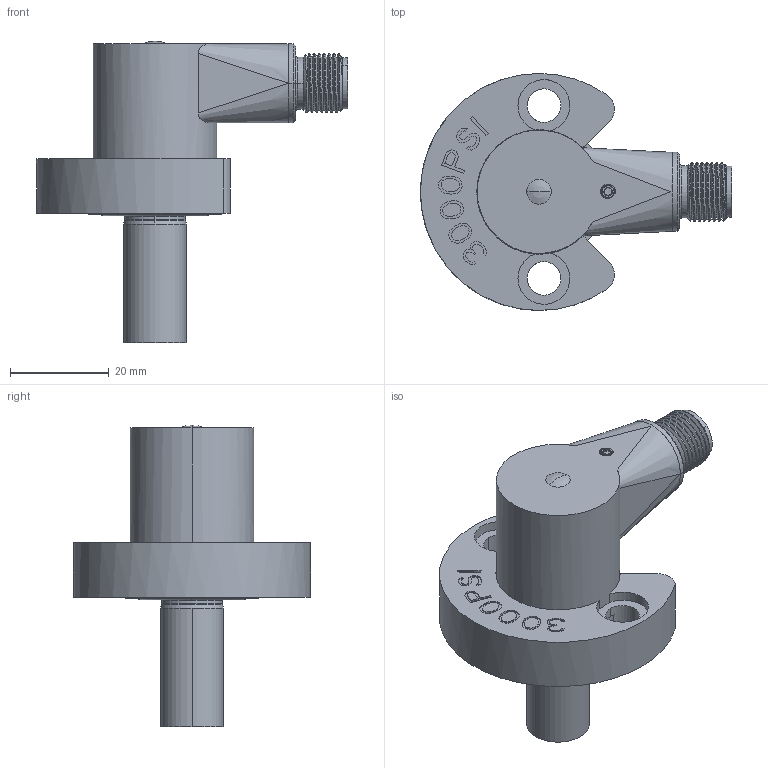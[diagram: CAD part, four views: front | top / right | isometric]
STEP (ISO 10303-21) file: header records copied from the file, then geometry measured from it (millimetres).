
FILE_DESCRIPTION((''),'2;1');
FILE_NAME('NJ2_D_1025_V1','2015-02-27T',('dburns'),(''),'PRO/ENGINEER BY PARAMETRIC TECHNOLOGY CORPORATION, 2014430','PRO/ENGINEER BY PARAMETRIC TECHNOLOGY CORPORATION, 2014430','');
FILE_SCHEMA(('CONFIG_CONTROL_DESIGN'));
Length unit declared in the file: millimetre
Products named in the file (1): NJ2_D_1025_V1
Bounding box: 63 x 48 x 61.03 mm (x, y, z)
Volume: 34711.6 mm3; surface area: 12308 mm2
Topology: 1 solids, 4 shells, 562 faces, 1571 edges, 1028 vertices
Faces by surface type: plane 326, cylinder 105, torus 58, cone 38, bspline 19, sphere 16
Entity records: 20599 total; most frequent: CARTESIAN_POINT 6143, ORIENTED_EDGE 3118, DIRECTION 2904, EDGE_CURVE 1559, VERTEX_POINT 1028, AXIS2_PLACEMENT_3D 974, VECTOR 956, LINE 956
